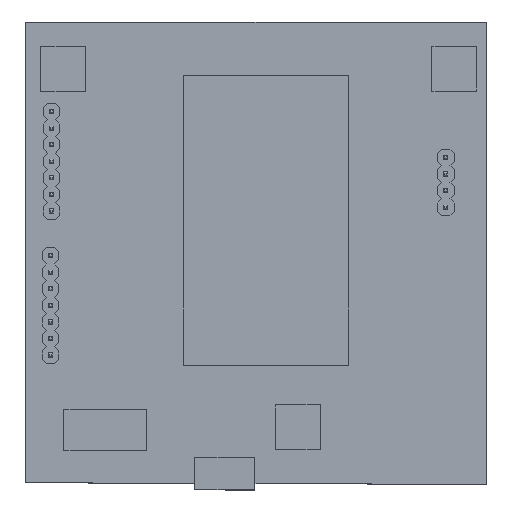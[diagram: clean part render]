
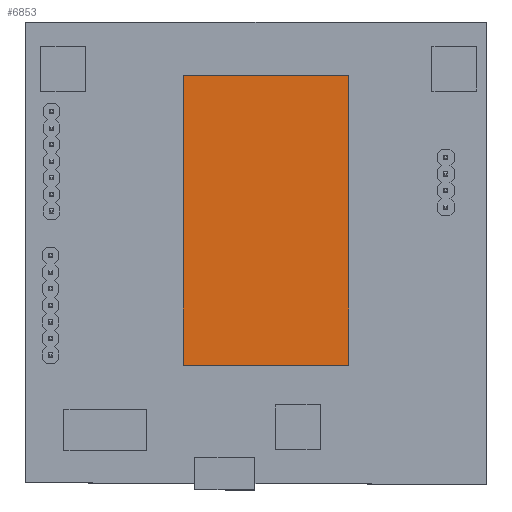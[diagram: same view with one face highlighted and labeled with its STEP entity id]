
A CAD part, top view. The second image highlights one B-rep face of the part: STEP entity #6853.
In plain terms, the highlighted planar face has unit normal (0, 0, 1).
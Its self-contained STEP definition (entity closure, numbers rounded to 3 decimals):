
#502=PLANE('',#7421);
#862=FACE_OUTER_BOUND('',#1360,.T.);
#1360=EDGE_LOOP('',(#6182,#6183,#6184,#6185));
#2108=LINE('',#10948,#2876);
#2111=LINE('',#10954,#2879);
#2114=LINE('',#10960,#2882);
#2117=LINE('',#10964,#2885);
#2876=VECTOR('',#9114,10.);
#2879=VECTOR('',#9119,10.);
#2882=VECTOR('',#9124,10.);
#2885=VECTOR('',#9129,10.);
#3564=VERTEX_POINT('',#10945);
#3565=VERTEX_POINT('',#10947);
#3567=VERTEX_POINT('',#10953);
#3569=VERTEX_POINT('',#10959);
#4436=EDGE_CURVE('',#3565,#3564,#2108,.T.);
#4439=EDGE_CURVE('',#3567,#3565,#2111,.T.);
#4442=EDGE_CURVE('',#3569,#3567,#2114,.T.);
#4445=EDGE_CURVE('',#3564,#3569,#2117,.T.);
#6182=ORIENTED_EDGE('',*,*,#4445,.T.);
#6183=ORIENTED_EDGE('',*,*,#4442,.T.);
#6184=ORIENTED_EDGE('',*,*,#4439,.T.);
#6185=ORIENTED_EDGE('',*,*,#4436,.T.);
#6853=ADVANCED_FACE('',(#862),#502,.T.);
#7421=AXIS2_PLACEMENT_3D('',#10965,#9130,#9131);
#9114=DIRECTION('',(-1.,0.,0.));
#9119=DIRECTION('',(0.,1.,0.));
#9124=DIRECTION('',(1.,0.,0.));
#9129=DIRECTION('',(0.,-1.,0.));
#9130=DIRECTION('center_axis',(0.,0.,1.));
#9131=DIRECTION('ref_axis',(1.,0.,0.));
#10945=CARTESIAN_POINT('',(-12.7,21.59,0.1));
#10947=CARTESIAN_POINT('',(12.7,21.59,0.1));
#10948=CARTESIAN_POINT('',(12.7,21.59,0.1));
#10953=CARTESIAN_POINT('',(12.7,-22.86,0.1));
#10954=CARTESIAN_POINT('',(12.7,-22.86,0.1));
#10959=CARTESIAN_POINT('',(-12.7,-22.86,0.1));
#10960=CARTESIAN_POINT('',(-12.7,-22.86,0.1));
#10964=CARTESIAN_POINT('',(-12.7,21.59,0.1));
#10965=CARTESIAN_POINT('Origin',(0.,-0.635,0.1));
